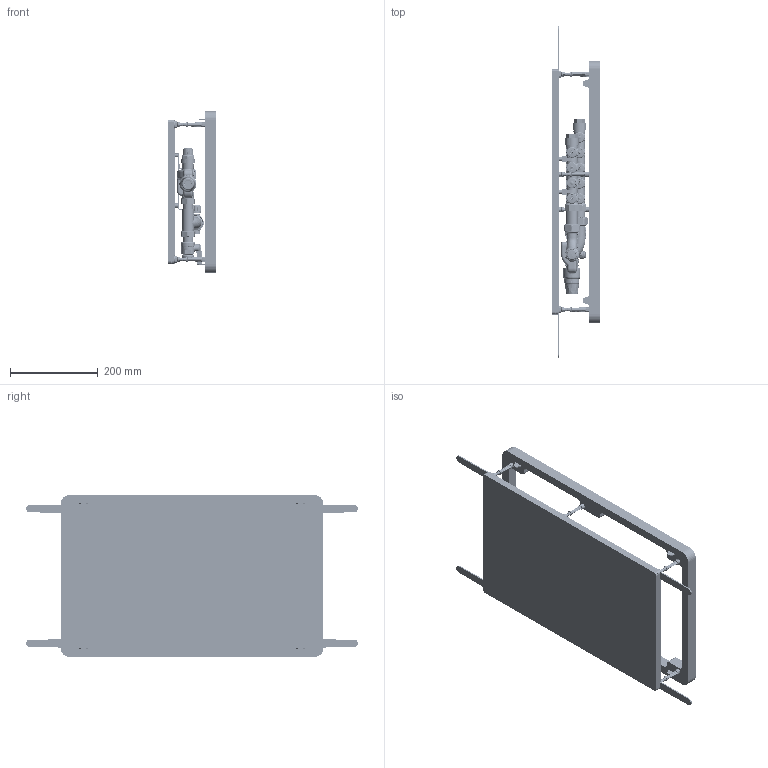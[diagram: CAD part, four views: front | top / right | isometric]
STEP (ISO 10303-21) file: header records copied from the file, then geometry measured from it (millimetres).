
FILE_DESCRIPTION(('CATIA V5 STEP Exchange','CAx-IF Rec.Pracs.--- Model Styling and Organization---1.4--- 2014-01-23','CAx-IF Rec.Pracs.---3D Tessellated Data Validation Properties---0.5---2014-09-14'),'2;1');
FILE_NAME('STEP_600550_-_TST.stp','2022-01-21T09:33:57+00:00',('none'),('none'),'CATIA Version 5-6 Release 2019 SP3','CATIA V5 STEP AP242 v1','none');
FILE_SCHEMA(('AP242_MANAGED_MODEL_BASED_3D_ENGINEERING_MIM_LF {1 0 10303 442 1 1 4}'));
Products named in the file (1): 600550 - TST
Bounding box: 107.5 x 758.2 x 370 mm (x, y, z)
Volume: 4960609.1 mm3; surface area: 809355.3 mm2
Topology: 13 solids, 36 shells, 11499 faces, 28206 edges, 16525 vertices
Faces by surface type: bspline 3718, cylinder 2550, plane 2316, torus 1259, cone 891, sphere 430, extrusion 211, revolution 124
Entity records: 541601 total; most frequent: CARTESIAN_POINT 316512, ORIENTED_EDGE 55648, EDGE_CURVE 27824, DIRECTION 24787, VERTEX_POINT 16525, B_SPLINE_CURVE_WITH_KNOTS 13591, AXIS2_PLACEMENT_3D 12527, EDGE_LOOP 11811
